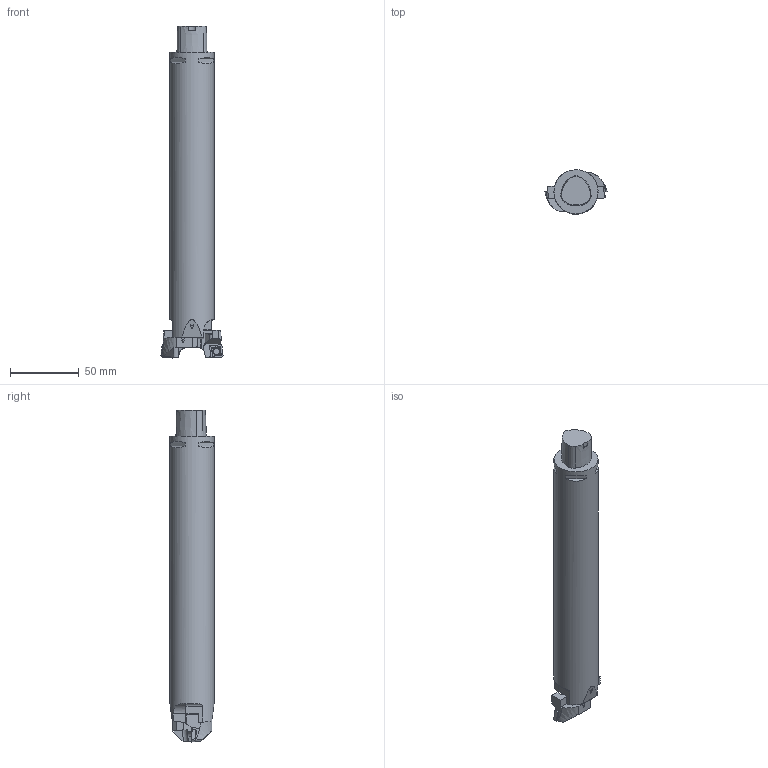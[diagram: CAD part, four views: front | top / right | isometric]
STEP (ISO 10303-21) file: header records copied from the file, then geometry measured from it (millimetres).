
FILE_DESCRIPTION(/* description */ (''),/* implementation_level */ '2;1');
FILE_NAME(/* name */ '1548168326620.stp',/* time_stamp */ '2019-01-22T15:45:44+01:00',/* author */ (''),/* organization */ ('SMS'),/* preprocessor_version */ 'ST-DEVELOPER v15',/* originating_system */ 'SIEMENS PLM Software NX 8.5',/* authorisation */ '');
FILE_SCHEMA (('AUTOMOTIVE_DESIGN { 1 0 10303 214 3 1 1 1 }'));
Length unit declared in the file: millimetre
Products named in the file (10): ASSEMBLY_CONSTRUCTION; 201029640mod000_00; 201012472mod000_00; 201028689mod000_00; 201108576mod000_00; 201029698mod000_01; 201028709mod000_01; 202018065mod000_00
Assembly tree (10 placements, depth 3):
  202018065mod000_00
    201028709mod000_01
      201028689mod000_00
      201012472mod000_00
      ASSEMBLY_CONSTRUCTION
    201029698mod000_01
      201029640mod000_00
      201012472mod000_00
      ASSEMBLY_CONSTRUCTION
    201108576mod000_00
    ASSEMBLY_CONSTRUCTION
Bounding box: 44.98 x 32 x 240.84 mm (x, y, z)
Volume: 176773.8 mm3; surface area: 28004.9 mm2
Topology: 5 solids, 5 shells, 265 faces, 678 edges, 466 vertices
Faces by surface type: plane 176, cone 32, cylinder 23, extrusion 18, torus 16
Full cylindrical faces by diameter (mm): 3.2 x4, 32 x1
Entity records: 7823 total; most frequent: CARTESIAN_POINT 1981, ORIENTED_EDGE 1128, DIRECTION 1082, EDGE_CURVE 564, VERTEX_POINT 385, VECTOR 366, AXIS2_PLACEMENT_3D 358, LINE 348
